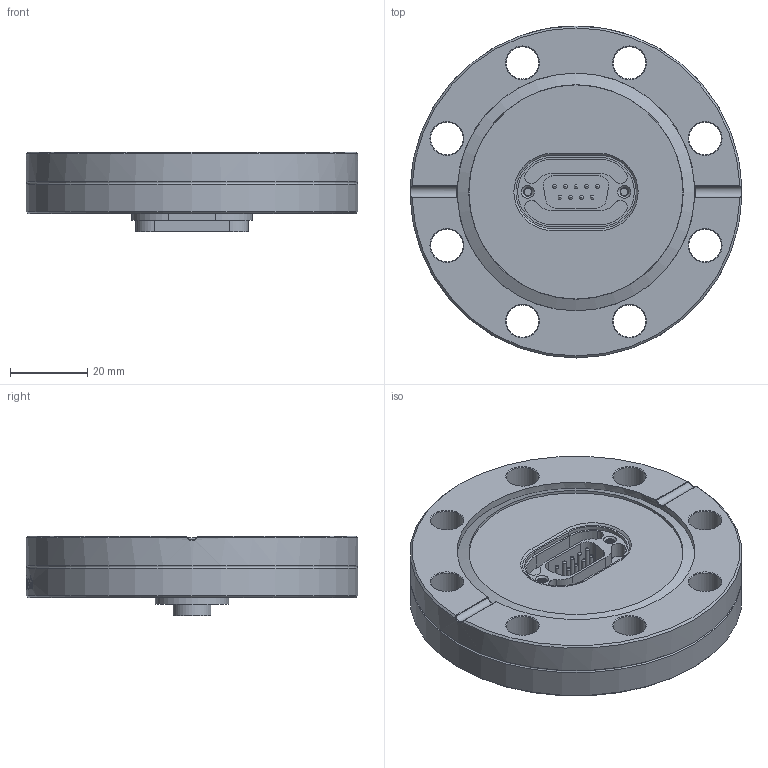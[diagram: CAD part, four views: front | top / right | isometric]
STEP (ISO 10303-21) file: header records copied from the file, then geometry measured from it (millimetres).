
FILE_DESCRIPTION (( 'STEP AP214' ), '1' );
FILE_NAME ('俋楷耀倰-D-CF50-1D9-W19H19.STEP', '2025-08-11T02:36:12', ( '' ), ( '' ), 'SwSTEP 2.0', 'SolidWorks 2020', '' );
FILE_SCHEMA (( 'AUTOMOTIVE_DESIGN' ));
Length unit declared in the file: millimetre
Products named in the file (5): 俋楷耀倰-FL-DB0910-W19H19; NDL-D10L17; 俋楷耀倰-DB0910-W19H19; 俋楷耀倰-D-CF50-1D9-W19H19; FL-CF50-1D9-W19H19
Assembly tree (12 placements, depth 3):
  俋楷耀倰-D-CF50-1D9-W19H19
    FL-CF50-1D9-W19H19
    俋楷耀倰-DB0910-W19H19
      俋楷耀倰-FL-DB0910-W19H19
      NDL-D10L17  x9
Bounding box: 86 x 86 x 20.7 mm (x, y, z)
Volume: 80489.4 mm3; surface area: 23638.5 mm2
Topology: 11 solids, 11 shells, 281 faces, 1285 edges, 1120 vertices
Faces by surface type: plane 135, cylinder 78, cone 29, bspline 20, torus 19
Full cylindrical faces by diameter (mm): 1 x18, 8.4 x8, 61.6 x1, 86 x2
Entity records: 26447 total; most frequent: CARTESIAN_POINT 17135, ORIENTED_EDGE 2286, DIRECTION 1305, EDGE_CURVE 1143, VERTEX_POINT 1049, VECTOR 511, LINE 511, B_SPLINE_CURVE_WITH_KNOTS 456
